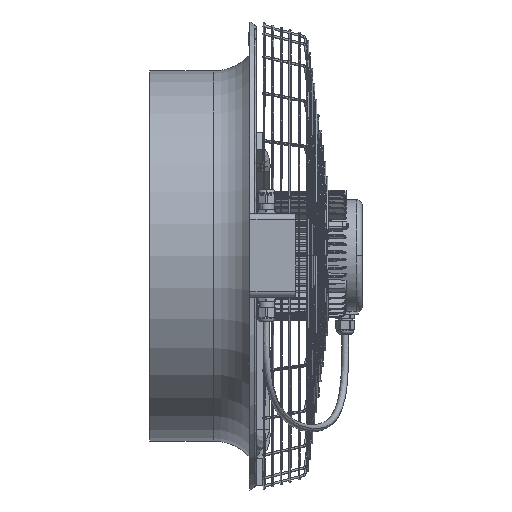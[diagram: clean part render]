
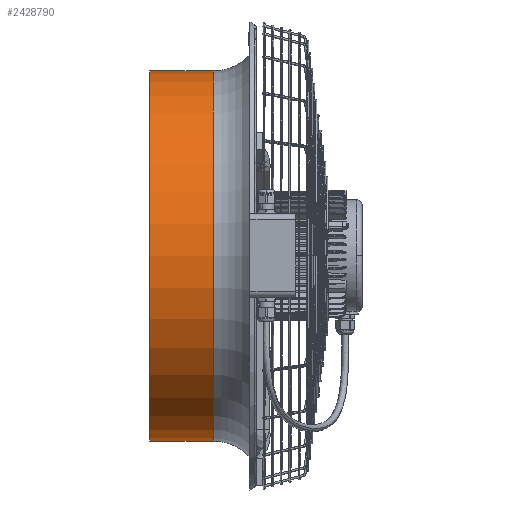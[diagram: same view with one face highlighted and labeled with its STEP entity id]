
A CAD part, top view. The second image highlights one B-rep face of the part: STEP entity #2428790.
In plain terms, the highlighted cylindrical face has radius 257 mm (diameter 514 mm), a partial arc.
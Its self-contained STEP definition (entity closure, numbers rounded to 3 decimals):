
#60640=CARTESIAN_POINT('',(88.,-257.,0.));
#60650=VERTEX_POINT('',#60640);
#60740=CARTESIAN_POINT('',(88.,257.,0.));
#60750=VERTEX_POINT('',#60740);
#60780=CARTESIAN_POINT('',(88.,0.,0.));
#60790=DIRECTION('',(1.,0.,0.));
#60800=DIRECTION('',(0.,1.,0.));
#60810=AXIS2_PLACEMENT_3D('',#60780,#60790,#60800);
#60820=CIRCLE('',#60810,257.);
#60930=CARTESIAN_POINT('',(44.,-257.,0.));
#60940=DIRECTION('',(-1.,0.,0.));
#60950=VECTOR('',#60940,1.);
#60960=LINE('',#60930,#60950);
#60970=CARTESIAN_POINT('',(0.,-257.,0.));
#60980=VERTEX_POINT('',#60970);
#60990=EDGE_CURVE('',#60650,#60980,#60960,.T.);
#61020=CARTESIAN_POINT('',(44.,257.,0.));
#61030=DIRECTION('',(-1.,0.,0.));
#61040=VECTOR('',#61030,1.);
#61050=LINE('',#61020,#61040);
#61060=CARTESIAN_POINT('',(0.,257.,0.));
#61070=VERTEX_POINT('',#61060);
#61080=EDGE_CURVE('',#60750,#61070,#61050,.T.);
#61100=CARTESIAN_POINT('',(0.,0.,0.));
#61110=DIRECTION('',(1.,0.,0.));
#61120=DIRECTION('',(0.,1.,0.));
#61130=AXIS2_PLACEMENT_3D('',#61100,#61110,#61120);
#61140=CIRCLE('',#61130,257.);
#61400=EDGE_CURVE('',#61070,#60980,#61140,.T.);
#2428670=CARTESIAN_POINT('',(44.,0.,0.));
#2428680=DIRECTION('',(-1.,0.,0.));
#2428690=DIRECTION('',(0.,1.,0.));
#2428700=AXIS2_PLACEMENT_3D('',#2428670,#2428680,#2428690);
#2428710=CYLINDRICAL_SURFACE('',#2428700,257.);
#2428720=EDGE_CURVE('',#60750,#60650,#60820,.T.);
#2428730=ORIENTED_EDGE('',*,*,#2428720,.F.);
#2428740=ORIENTED_EDGE('',*,*,#60990,.F.);
#2428750=ORIENTED_EDGE('',*,*,#61400,.T.);
#2428760=ORIENTED_EDGE('',*,*,#61080,.T.);
#2428770=EDGE_LOOP('',(#2428760,#2428750,#2428740,#2428730));
#2428780=FACE_OUTER_BOUND('',#2428770,.T.);
#2428790=ADVANCED_FACE('',(#2428780),#2428710,.T.);
